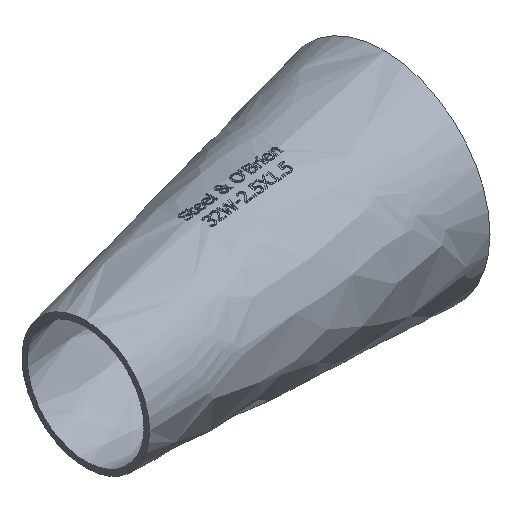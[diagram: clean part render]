
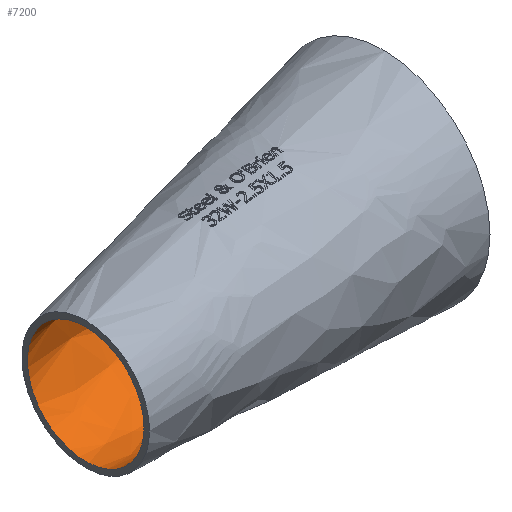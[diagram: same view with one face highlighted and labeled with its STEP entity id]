
A CAD part, isometric view. The second image highlights one B-rep face of the part: STEP entity #7200.
In plain terms, the highlighted free-form (B-spline) face has degree [1, 2] with [2, 9] control points.
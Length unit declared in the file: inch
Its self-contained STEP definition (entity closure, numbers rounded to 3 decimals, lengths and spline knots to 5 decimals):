
#1660=FACE_OUTER_BOUND('',#2079,.T.);
#2079=EDGE_LOOP('',(#6778,#6779,#6780,#6781,#6782,#6783));
#2161=CIRCLE('',#7466,1.185);
#2162=CIRCLE('',#7467,1.185);
#2163=CIRCLE('',#7468,0.685);
#2164=CIRCLE('',#7469,0.685);
#2743=B_SPLINE_CURVE_WITH_KNOTS('',1,(#16395,#16396),.UNSPECIFIED.,.F.,
 .F.,(2,2),(0.00187,3.42855),.UNSPECIFIED.);
#3478=VERTEX_POINT('',#16390);
#3479=VERTEX_POINT('',#16391);
#3480=VERTEX_POINT('',#16394);
#3481=VERTEX_POINT('',#16397);
#4582=EDGE_CURVE('',#3478,#3479,#2161,.T.);
#4583=EDGE_CURVE('',#3479,#3478,#2162,.T.);
#4584=EDGE_CURVE('',#3479,#3480,#2743,.T.);
#4585=EDGE_CURVE('',#3481,#3480,#2163,.T.);
#4586=EDGE_CURVE('',#3480,#3481,#2164,.T.);
#6778=ORIENTED_EDGE('',*,*,#4582,.F.);
#6779=ORIENTED_EDGE('',*,*,#4583,.F.);
#6780=ORIENTED_EDGE('',*,*,#4584,.T.);
#6781=ORIENTED_EDGE('',*,*,#4585,.F.);
#6782=ORIENTED_EDGE('',*,*,#4586,.F.);
#6783=ORIENTED_EDGE('',*,*,#4584,.F.);
#6807=(
BOUNDED_SURFACE()
B_SPLINE_SURFACE(1,2,((#16372,#16373,#16374,#16375,#16376,#16377,#16378,
#16379,#16380),(#16381,#16382,#16383,#16384,#16385,#16386,#16387,#16388,
#16389)),.UNSPECIFIED.,.F.,.T.,.F.)
B_SPLINE_SURFACE_WITH_KNOTS((2,2),(3,2,2,2,3),(-0.12566,3.49863),
(-3.14159,-1.5708,0.,1.5708,3.14159),
 .UNSPECIFIED.)
GEOMETRIC_REPRESENTATION_ITEM()
RATIONAL_B_SPLINE_SURFACE(((1.,0.707,1.,0.707,1.,
0.707,1.,0.707,1.),(1.,0.707,1.,0.707,
1.,0.707,1.,0.707,1.)))
REPRESENTATION_ITEM('')
SURFACE()
);
#7200=ADVANCED_FACE('',(#1660),#6807,.T.);
#7466=AXIS2_PLACEMENT_3D('',#16392,#8355,#8356);
#7467=AXIS2_PLACEMENT_3D('',#16393,#8357,#8358);
#7468=AXIS2_PLACEMENT_3D('',#16398,#8359,#8360);
#7469=AXIS2_PLACEMENT_3D('',#16399,#8361,#8362);
#8355=DIRECTION('center_axis',(-1.,0.,0.));
#8356=DIRECTION('ref_axis',(0.,-0.015,-1.));
#8357=DIRECTION('center_axis',(-1.,0.,0.));
#8358=DIRECTION('ref_axis',(0.,-0.015,-1.));
#8359=DIRECTION('center_axis',(1.,0.,0.));
#8360=DIRECTION('ref_axis',(0.,-0.015,-1.));
#8361=DIRECTION('center_axis',(1.,0.,0.));
#8362=DIRECTION('ref_axis',(0.,-0.015,-1.));
#16372=CARTESIAN_POINT('Ctrl Pts',(4.14886,0.50037,1.20347));
#16373=CARTESIAN_POINT('Ctrl Pts',(4.00293,1.68573,1.20347));
#16374=CARTESIAN_POINT('Ctrl Pts',(4.00293,1.68573,0.));
#16375=CARTESIAN_POINT('Ctrl Pts',(4.00293,1.68573,-1.20347));
#16376=CARTESIAN_POINT('Ctrl Pts',(4.14886,0.50037,-1.20347));
#16377=CARTESIAN_POINT('Ctrl Pts',(4.29479,-0.685,
-1.20347));
#16378=CARTESIAN_POINT('Ctrl Pts',(4.29479,-0.685,
0.));
#16379=CARTESIAN_POINT('Ctrl Pts',(4.29479,-0.685,
1.20347));
#16380=CARTESIAN_POINT('Ctrl Pts',(4.14886,0.50037,1.20347));
#16381=CARTESIAN_POINT('Ctrl Pts',(-0.08181,-0.02045,
0.6747));
#16382=CARTESIAN_POINT('Ctrl Pts',(-0.16362,0.6441,
0.6747));
#16383=CARTESIAN_POINT('Ctrl Pts',(-0.16362,0.6441,
0.));
#16384=CARTESIAN_POINT('Ctrl Pts',(-0.16362,0.6441,
-0.6747));
#16385=CARTESIAN_POINT('Ctrl Pts',(-0.08181,-0.02045,
-0.6747));
#16386=CARTESIAN_POINT('Ctrl Pts',(0.,-0.685,
-0.6747));
#16387=CARTESIAN_POINT('Ctrl Pts',(0.,-0.685,
0.));
#16388=CARTESIAN_POINT('Ctrl Pts',(0.,-0.685,
0.6747));
#16389=CARTESIAN_POINT('Ctrl Pts',(-0.08181,-0.02045,
0.6747));
#16390=CARTESIAN_POINT('',(4.,-0.685,0.));
#16391=CARTESIAN_POINT('',(4.,0.48204,1.18486));
#16392=CARTESIAN_POINT('Origin',(4.,0.5,0.));
#16393=CARTESIAN_POINT('Origin',(4.,0.5,0.));
#16394=CARTESIAN_POINT('',(0.,-0.01038,0.68492));
#16395=CARTESIAN_POINT('Ctrl Pts',(4.,0.48204,1.18486));
#16396=CARTESIAN_POINT('Ctrl Pts',(0.,-0.01038,
0.68492));
#16397=CARTESIAN_POINT('',(0.,-0.685,0.));
#16398=CARTESIAN_POINT('Origin',(0.,0.,0.));
#16399=CARTESIAN_POINT('Origin',(0.,0.,0.));
